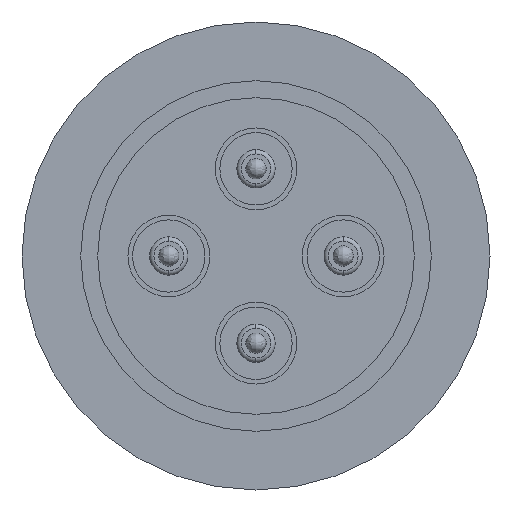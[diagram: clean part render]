
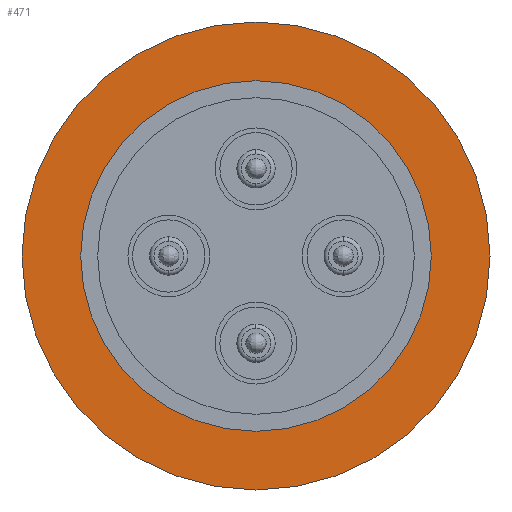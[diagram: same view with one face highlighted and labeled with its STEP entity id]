
A CAD part, left-side view. The second image highlights one B-rep face of the part: STEP entity #471.
In plain terms, the highlighted planar face has unit normal (-1, 0, 0).
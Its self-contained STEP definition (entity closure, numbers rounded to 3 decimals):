
#17 = VERTEX_POINT ( 'NONE', #494 ) ;
#59 = PLANE ( 'NONE',  #671 ) ;
#92 = EDGE_CURVE ( 'NONE', #1751, #17, #490, .T. ) ;
#132 = CIRCLE ( 'NONE', #243, 27.5 ) ;
#147 = CARTESIAN_POINT ( 'NONE',  ( 0., 0., -20.6 ) ) ;
#181 = DIRECTION ( 'NONE',  ( 0., 0., -1. ) ) ;
#184 = CIRCLE ( 'NONE', #439, 20.6 ) ;
#193 = CARTESIAN_POINT ( 'NONE',  ( 0., 0., 0. ) ) ;
#243 = AXIS2_PLACEMENT_3D ( 'NONE', #1781, #1241, #821 ) ;
#288 = VERTEX_POINT ( 'NONE', #147 ) ;
#321 = CARTESIAN_POINT ( 'NONE',  ( 0., 0., -27.5 ) ) ;
#338 = DIRECTION ( 'NONE',  ( -1., 0., 0. ) ) ;
#368 = DIRECTION ( 'NONE',  ( -1., 0., 0. ) ) ;
#369 = EDGE_CURVE ( 'NONE', #920, #288, #184, .T. ) ;
#436 = ORIENTED_EDGE ( 'NONE', *, *, #1629, .T. ) ;
#439 = AXIS2_PLACEMENT_3D ( 'NONE', #193, #338, #1326 ) ;
#443 = CARTESIAN_POINT ( 'NONE',  ( 0., 0., 27.5 ) ) ;
#464 = FACE_OUTER_BOUND ( 'NONE', #747, .T. ) ;
#469 = DIRECTION ( 'NONE',  ( 0., 0., 1. ) ) ;
#470 = CARTESIAN_POINT ( 'NONE',  ( 0., 0., 0. ) ) ;
#471 = ADVANCED_FACE ( 'NONE', ( #1418, #464 ), #59, .F. ) ;
#482 = DIRECTION ( 'NONE',  ( 0., 0., 1. ) ) ;
#487 = DIRECTION ( 'NONE',  ( -1., 0., 0. ) ) ;
#490 = CIRCLE ( 'NONE', #1077, 27.5 ) ;
#494 = CARTESIAN_POINT ( 'NONE',  ( 0., 0., -27.5 ) ) ;
#607 = DIRECTION ( 'NONE',  ( 1., 0., 0. ) ) ;
#671 = AXIS2_PLACEMENT_3D ( 'NONE', #321, #607, #181 ) ;
#747 = EDGE_LOOP ( 'NONE', ( #1722, #436 ) ) ;
#806 = CARTESIAN_POINT ( 'NONE',  ( 0., 0., 20.6 ) ) ;
#821 = DIRECTION ( 'NONE',  ( 0., 0., 1. ) ) ;
#920 = VERTEX_POINT ( 'NONE', #806 ) ;
#999 = ORIENTED_EDGE ( 'NONE', *, *, #1174, .F. ) ;
#1077 = AXIS2_PLACEMENT_3D ( 'NONE', #1612, #368, #469 ) ;
#1087 = AXIS2_PLACEMENT_3D ( 'NONE', #470, #487, #482 ) ;
#1174 = EDGE_CURVE ( 'NONE', #288, #920, #1639, .T. ) ;
#1177 = ORIENTED_EDGE ( 'NONE', *, *, #369, .F. ) ;
#1241 = DIRECTION ( 'NONE',  ( -1., 0., 0. ) ) ;
#1326 = DIRECTION ( 'NONE',  ( 0., 0., 1. ) ) ;
#1418 = FACE_BOUND ( 'NONE', #1563, .T. ) ;
#1563 = EDGE_LOOP ( 'NONE', ( #1177, #999 ) ) ;
#1612 = CARTESIAN_POINT ( 'NONE',  ( 0., 0., 0. ) ) ;
#1629 = EDGE_CURVE ( 'NONE', #17, #1751, #132, .T. ) ;
#1639 = CIRCLE ( 'NONE', #1087, 20.6 ) ;
#1722 = ORIENTED_EDGE ( 'NONE', *, *, #92, .T. ) ;
#1751 = VERTEX_POINT ( 'NONE', #443 ) ;
#1781 = CARTESIAN_POINT ( 'NONE',  ( 0., 0., 0. ) ) ;
